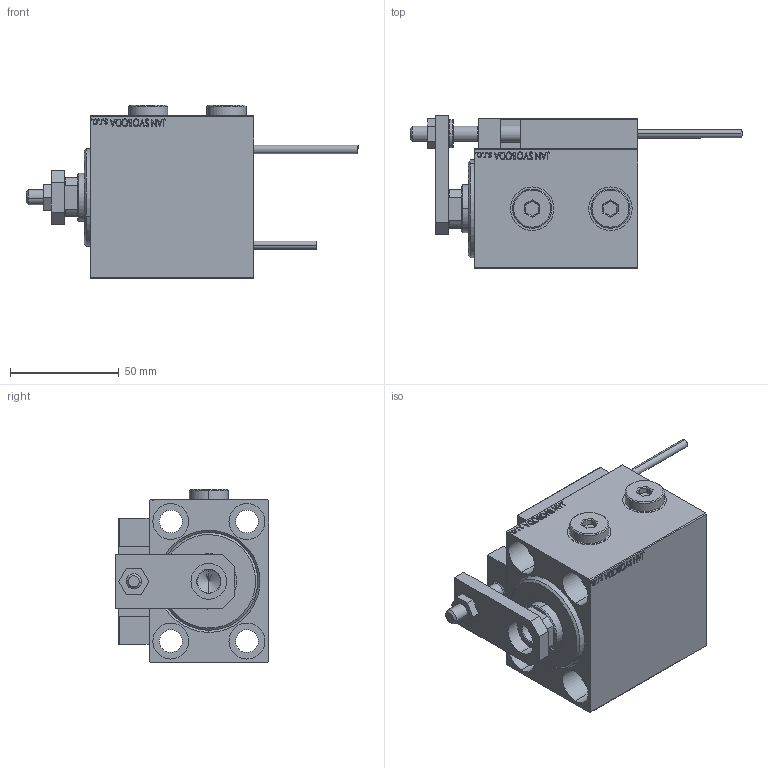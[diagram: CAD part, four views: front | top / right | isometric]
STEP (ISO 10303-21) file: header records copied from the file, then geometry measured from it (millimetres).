
FILE_DESCRIPTION (( 'STEP AP203' ), '1' );
FILE_NAME ('0478.STEP', '2024-02-11T10:36:39', ( '' ), ( '' ), 'SwSTEP 2.0', 'SolidWorks 2019', '' );
FILE_SCHEMA (( 'CONFIG_CONTROL_DESIGN' ));
Length unit declared in the file: millimetre
Products named in the file (16): NUT_D12 fd36b702b71bf942a5af11d505e79aa5; MAGNET fd36b702b71bf942a5af11d505e79aa5; 0478; TYC_L79 fd36b702b71bf942a5af11d505e79aa5; ALLEN BOLT D5 fd36b702b71bf942a5af11d505e79aa5; SWITCH X fd36b702b71bf942a5af11d505e79aa5; V450CM_VC_B fd36b702b71bf942a5af11d505e79aa5; Block fd36b702b71bf942a5af11d505e79aa5; SWITCH DIM B,W fd36b702b71bf942a5af11d505e79aa5; Zatka_OIL_PORT fd36b702b71bf942a5af11d505e79aa5; ZARAZKA fd36b702b71bf942a5af11d505e79aa5; V450CM_C_Body fd36b702b71bf942a5af11d505e79aa5; V450CM_C_VCP fd36b702b71bf942a5af11d505e79aa5; ALLEN BOLT D8 fd36b702b71bf942a5af11d505e79aa5; KONCOVKA fd36b702b71bf942a5af11d505e79aa5; SWITCH_X_FRONT_BACK fd36b702b71bf942a5af11d505e79aa5
Assembly tree (26 placements, depth 3):
  0478
    V450CM_C_Body fd36b702b71bf942a5af11d505e79aa5
    SWITCH X fd36b702b71bf942a5af11d505e79aa5
      SWITCH_X_FRONT_BACK fd36b702b71bf942a5af11d505e79aa5  x2
      TYC_L79 fd36b702b71bf942a5af11d505e79aa5
      Block fd36b702b71bf942a5af11d505e79aa5  x2
      ALLEN BOLT D5 fd36b702b71bf942a5af11d505e79aa5  x4
      ALLEN BOLT D8 fd36b702b71bf942a5af11d505e79aa5  x4
      MAGNET fd36b702b71bf942a5af11d505e79aa5  x2
      KONCOVKA fd36b702b71bf942a5af11d505e79aa5  x2
    NUT_D12 fd36b702b71bf942a5af11d505e79aa5
    SWITCH DIM B,W fd36b702b71bf942a5af11d505e79aa5
    ZARAZKA fd36b702b71bf942a5af11d505e79aa5
    V450CM_C_VCP fd36b702b71bf942a5af11d505e79aa5
    V450CM_VC_B fd36b702b71bf942a5af11d505e79aa5
    Zatka_OIL_PORT fd36b702b71bf942a5af11d505e79aa5  x2
Bounding box: 152.7 x 70.5 x 79.9 mm (x, y, z)
Volume: 311696 mm3; surface area: 87420.2 mm2
Topology: 25 solids, 25 shells, 1336 faces, 3188 edges, 2035 vertices
Faces by surface type: plane 594, bspline 380, cylinder 204, cone 110, torus 44, sphere 4
Entity records: 51504 total; most frequent: CARTESIAN_POINT 26291, ORIENTED_EDGE 5316, DIRECTION 3634, EDGE_CURVE 2658, VERTEX_POINT 1735, VECTOR 1534, LINE 1534, EDGE_LOOP 1235
